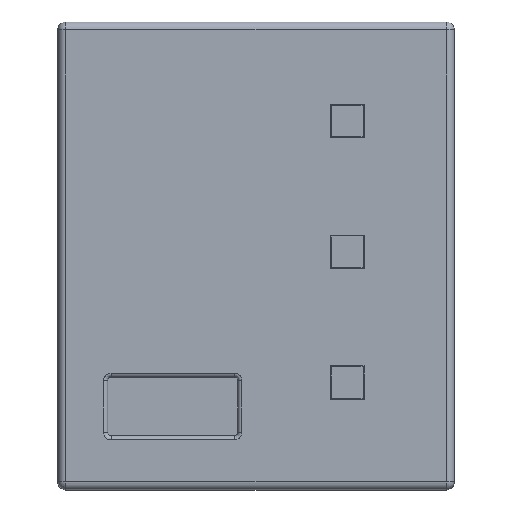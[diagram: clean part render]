
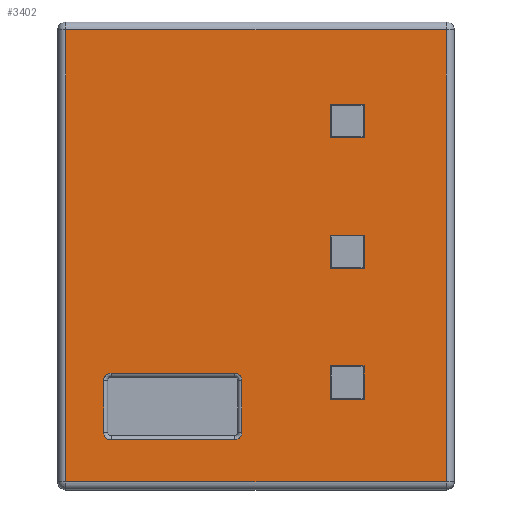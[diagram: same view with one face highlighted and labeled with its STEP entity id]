
A CAD part, top view. The second image highlights one B-rep face of the part: STEP entity #3402.
In plain terms, the highlighted planar face has unit normal (0, 0, 1).
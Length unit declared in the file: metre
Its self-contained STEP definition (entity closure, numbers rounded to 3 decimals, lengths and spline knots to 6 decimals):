
#18=ELLIPSE('',#3852,0.001125,0.001);
#19=ELLIPSE('',#3853,0.001125,0.001);
#20=ELLIPSE('',#3854,0.001125,0.001);
#21=ELLIPSE('',#3855,0.001125,0.001);
#880=ORIENTED_EDGE('',*,*,#1493,.T.);
#881=ORIENTED_EDGE('',*,*,#1494,.T.);
#882=ORIENTED_EDGE('',*,*,#1495,.T.);
#883=ORIENTED_EDGE('',*,*,#1496,.T.);
#884=ORIENTED_EDGE('',*,*,#1497,.F.);
#885=ORIENTED_EDGE('',*,*,#1498,.T.);
#886=ORIENTED_EDGE('',*,*,#1499,.F.);
#887=ORIENTED_EDGE('',*,*,#1500,.T.);
#888=ORIENTED_EDGE('',*,*,#1501,.F.);
#889=ORIENTED_EDGE('',*,*,#1502,.T.);
#890=ORIENTED_EDGE('',*,*,#1503,.F.);
#891=ORIENTED_EDGE('',*,*,#1504,.T.);
#892=ORIENTED_EDGE('',*,*,#1505,.F.);
#893=ORIENTED_EDGE('',*,*,#1506,.T.);
#894=ORIENTED_EDGE('',*,*,#1507,.T.);
#895=ORIENTED_EDGE('',*,*,#1508,.F.);
#896=ORIENTED_EDGE('',*,*,#1509,.F.);
#897=ORIENTED_EDGE('',*,*,#1510,.T.);
#898=ORIENTED_EDGE('',*,*,#1511,.T.);
#899=ORIENTED_EDGE('',*,*,#1512,.F.);
#900=ORIENTED_EDGE('',*,*,#1513,.F.);
#901=ORIENTED_EDGE('',*,*,#1514,.T.);
#902=ORIENTED_EDGE('',*,*,#1515,.T.);
#903=ORIENTED_EDGE('',*,*,#1516,.F.);
#1493=EDGE_CURVE('',#1847,#1848,#2240,.T.);
#1494=EDGE_CURVE('',#1848,#1849,#2241,.T.);
#1495=EDGE_CURVE('',#1849,#1850,#2242,.F.);
#1496=EDGE_CURVE('',#1850,#1847,#2243,.F.);
#1497=EDGE_CURVE('',#1851,#1852,#18,.T.);
#1498=EDGE_CURVE('',#1851,#1853,#2244,.F.);
#1499=EDGE_CURVE('',#1854,#1853,#19,.T.);
#1500=EDGE_CURVE('',#1854,#1855,#2245,.F.);
#1501=EDGE_CURVE('',#1856,#1855,#20,.T.);
#1502=EDGE_CURVE('',#1856,#1857,#2246,.F.);
#1503=EDGE_CURVE('',#1858,#1857,#21,.T.);
#1504=EDGE_CURVE('',#1858,#1852,#2247,.T.);
#1505=EDGE_CURVE('',#1859,#1860,#2248,.T.);
#1506=EDGE_CURVE('',#1859,#1861,#2249,.T.);
#1507=EDGE_CURVE('',#1861,#1862,#2250,.T.);
#1508=EDGE_CURVE('',#1860,#1862,#2251,.T.);
#1509=EDGE_CURVE('',#1863,#1864,#2252,.T.);
#1510=EDGE_CURVE('',#1863,#1865,#2253,.T.);
#1511=EDGE_CURVE('',#1865,#1866,#2254,.T.);
#1512=EDGE_CURVE('',#1864,#1866,#2255,.T.);
#1513=EDGE_CURVE('',#1867,#1868,#2256,.T.);
#1514=EDGE_CURVE('',#1867,#1869,#2257,.T.);
#1515=EDGE_CURVE('',#1869,#1870,#2258,.T.);
#1516=EDGE_CURVE('',#1868,#1870,#2259,.T.);
#1847=VERTEX_POINT('',#5572);
#1848=VERTEX_POINT('',#5573);
#1849=VERTEX_POINT('',#5575);
#1850=VERTEX_POINT('',#5577);
#1851=VERTEX_POINT('',#5580);
#1852=VERTEX_POINT('',#5581);
#1853=VERTEX_POINT('',#5583);
#1854=VERTEX_POINT('',#5585);
#1855=VERTEX_POINT('',#5587);
#1856=VERTEX_POINT('',#5589);
#1857=VERTEX_POINT('',#5591);
#1858=VERTEX_POINT('',#5593);
#1859=VERTEX_POINT('',#5596);
#1860=VERTEX_POINT('',#5597);
#1861=VERTEX_POINT('',#5599);
#1862=VERTEX_POINT('',#5601);
#1863=VERTEX_POINT('',#5604);
#1864=VERTEX_POINT('',#5605);
#1865=VERTEX_POINT('',#5607);
#1866=VERTEX_POINT('',#5609);
#1867=VERTEX_POINT('',#5612);
#1868=VERTEX_POINT('',#5613);
#1869=VERTEX_POINT('',#5615);
#1870=VERTEX_POINT('',#5617);
#2240=LINE('',#5571,#2641);
#2241=LINE('',#5574,#2642);
#2242=LINE('',#5576,#2643);
#2243=LINE('',#5578,#2644);
#2244=LINE('',#5582,#2645);
#2245=LINE('',#5586,#2646);
#2246=LINE('',#5590,#2647);
#2247=LINE('',#5594,#2648);
#2248=LINE('',#5595,#2649);
#2249=LINE('',#5598,#2650);
#2250=LINE('',#5600,#2651);
#2251=LINE('',#5602,#2652);
#2252=LINE('',#5603,#2653);
#2253=LINE('',#5606,#2654);
#2254=LINE('',#5608,#2655);
#2255=LINE('',#5610,#2656);
#2256=LINE('',#5611,#2657);
#2257=LINE('',#5614,#2658);
#2258=LINE('',#5616,#2659);
#2259=LINE('',#5618,#2660);
#2641=VECTOR('',#4590,1.);
#2642=VECTOR('',#4591,1.);
#2643=VECTOR('',#4592,1.);
#2644=VECTOR('',#4593,1.);
#2645=VECTOR('',#4596,1.);
#2646=VECTOR('',#4599,1.);
#2647=VECTOR('',#4602,1.);
#2648=VECTOR('',#4605,1.);
#2649=VECTOR('',#4606,1.);
#2650=VECTOR('',#4607,1.);
#2651=VECTOR('',#4608,1.);
#2652=VECTOR('',#4609,1.);
#2653=VECTOR('',#4610,1.);
#2654=VECTOR('',#4611,1.);
#2655=VECTOR('',#4612,1.);
#2656=VECTOR('',#4613,1.);
#2657=VECTOR('',#4614,1.);
#2658=VECTOR('',#4615,1.);
#2659=VECTOR('',#4616,1.);
#2660=VECTOR('',#4617,1.);
#2864=EDGE_LOOP('',(#880,#881,#882,#883));
#2865=EDGE_LOOP('',(#884,#885,#886,#887,#888,#889,#890,#891));
#2866=EDGE_LOOP('',(#892,#893,#894,#895));
#2867=EDGE_LOOP('',(#896,#897,#898,#899));
#2868=EDGE_LOOP('',(#900,#901,#902,#903));
#3063=FACE_BOUND('',#2864,.T.);
#3064=FACE_BOUND('',#2865,.T.);
#3065=FACE_BOUND('',#2866,.T.);
#3066=FACE_BOUND('',#2867,.T.);
#3067=FACE_BOUND('',#2868,.T.);
#3245=PLANE('',#3851);
#3402=ADVANCED_FACE('',(#3063,#3064,#3065,#3066,#3067),#3245,.T.);
#3851=AXIS2_PLACEMENT_3D('',#5570,#4588,#4589);
#3852=AXIS2_PLACEMENT_3D('',#5579,#4594,#4595);
#3853=AXIS2_PLACEMENT_3D('',#5584,#4597,#4598);
#3854=AXIS2_PLACEMENT_3D('',#5588,#4600,#4601);
#3855=AXIS2_PLACEMENT_3D('',#5592,#4603,#4604);
#4588=DIRECTION('',(0.,0.,1.));
#4589=DIRECTION('',(1.,0.,0.));
#4590=DIRECTION('',(0.,-1.,0.));
#4591=DIRECTION('',(1.,0.,0.));
#4592=DIRECTION('',(0.,-1.,0.));
#4593=DIRECTION('',(1.,0.,0.));
#4594=DIRECTION('',(0.,0.,1.));
#4595=DIRECTION('',(0.707,0.707,0.));
#4596=DIRECTION('',(0.,1.,0.));
#4597=DIRECTION('',(0.,0.,1.));
#4598=DIRECTION('',(0.707,-0.707,0.));
#4599=DIRECTION('',(1.,0.,0.));
#4600=DIRECTION('',(0.,0.,1.));
#4601=DIRECTION('',(-0.707,-0.707,0.));
#4602=DIRECTION('',(0.,-1.,0.));
#4603=DIRECTION('',(0.,0.,1.));
#4604=DIRECTION('',(-0.707,0.707,0.));
#4605=DIRECTION('',(1.,0.,0.));
#4606=DIRECTION('',(0.,1.,0.));
#4607=DIRECTION('',(-1.,0.,0.));
#4608=DIRECTION('',(0.,1.,0.));
#4609=DIRECTION('',(-1.,0.,0.));
#4610=DIRECTION('',(-1.,0.,0.));
#4611=DIRECTION('',(0.,-1.,0.));
#4612=DIRECTION('',(-1.,0.,0.));
#4613=DIRECTION('',(0.,-1.,0.));
#4614=DIRECTION('',(0.,1.,0.));
#4615=DIRECTION('',(-1.,0.,0.));
#4616=DIRECTION('',(0.,1.,0.));
#4617=DIRECTION('',(-1.,0.,0.));
#5570=CARTESIAN_POINT('',(0.025,-0.0295,0.00675));
#5571=CARTESIAN_POINT('',(0.001,-0.059,0.00675));
#5572=CARTESIAN_POINT('',(0.001,-0.001,0.00675));
#5573=CARTESIAN_POINT('',(0.001,-0.058,0.00675));
#5574=CARTESIAN_POINT('',(0.05,-0.058,0.00675));
#5575=CARTESIAN_POINT('',(0.049,-0.058,0.00675));
#5576=CARTESIAN_POINT('',(0.049,-0.0295,0.00675));
#5577=CARTESIAN_POINT('',(0.049,-0.001,0.00675));
#5578=CARTESIAN_POINT('',(0.025,-0.001,0.00675));
#5579=CARTESIAN_POINT('',(0.02215,-0.04535,0.00675));
#5580=CARTESIAN_POINT('',(0.023214,-0.045226,0.00675));
#5581=CARTESIAN_POINT('',(0.022274,-0.044286,0.00675));
#5582=CARTESIAN_POINT('',(0.023214,-0.0295,0.00675));
#5583=CARTESIAN_POINT('',(0.023214,-0.051774,0.00675));
#5584=CARTESIAN_POINT('',(0.02215,-0.05165,0.00675));
#5585=CARTESIAN_POINT('',(0.022274,-0.052714,0.00675));
#5586=CARTESIAN_POINT('',(0.025,-0.052714,0.00675));
#5587=CARTESIAN_POINT('',(0.006726,-0.052714,0.00675));
#5588=CARTESIAN_POINT('',(0.00685,-0.05165,0.00675));
#5589=CARTESIAN_POINT('',(0.005786,-0.051774,0.00675));
#5590=CARTESIAN_POINT('',(0.005786,-0.0295,0.00675));
#5591=CARTESIAN_POINT('',(0.005786,-0.045226,0.00675));
#5592=CARTESIAN_POINT('',(0.00685,-0.04535,0.00675));
#5593=CARTESIAN_POINT('',(0.006726,-0.044286,0.00675));
#5594=CARTESIAN_POINT('',(0.025,-0.044286,0.00675));
#5595=CARTESIAN_POINT('',(0.038625,-0.0295,0.00675));
#5596=CARTESIAN_POINT('',(0.038625,-0.047625,0.00675));
#5597=CARTESIAN_POINT('',(0.038625,-0.043375,0.00675));
#5598=CARTESIAN_POINT('',(0.025,-0.047625,0.00675));
#5599=CARTESIAN_POINT('',(0.034375,-0.047625,0.00675));
#5600=CARTESIAN_POINT('',(0.034375,-0.0295,0.00675));
#5601=CARTESIAN_POINT('',(0.034375,-0.043375,0.00675));
#5602=CARTESIAN_POINT('',(0.025,-0.043375,0.00675));
#5603=CARTESIAN_POINT('',(0.025,-0.026875,0.00675));
#5604=CARTESIAN_POINT('',(0.038625,-0.026875,0.00675));
#5605=CARTESIAN_POINT('',(0.034375,-0.026875,0.00675));
#5606=CARTESIAN_POINT('',(0.038625,-0.0295,0.00675));
#5607=CARTESIAN_POINT('',(0.038625,-0.031125,0.00675));
#5608=CARTESIAN_POINT('',(0.025,-0.031125,0.00675));
#5609=CARTESIAN_POINT('',(0.034375,-0.031125,0.00675));
#5610=CARTESIAN_POINT('',(0.034375,-0.0295,0.00675));
#5611=CARTESIAN_POINT('',(0.038625,-0.0295,0.00675));
#5612=CARTESIAN_POINT('',(0.038625,-0.014625,0.00675));
#5613=CARTESIAN_POINT('',(0.038625,-0.010375,0.00675));
#5614=CARTESIAN_POINT('',(0.025,-0.014625,0.00675));
#5615=CARTESIAN_POINT('',(0.034375,-0.014625,0.00675));
#5616=CARTESIAN_POINT('',(0.034375,-0.0295,0.00675));
#5617=CARTESIAN_POINT('',(0.034375,-0.010375,0.00675));
#5618=CARTESIAN_POINT('',(0.025,-0.010375,0.00675));
